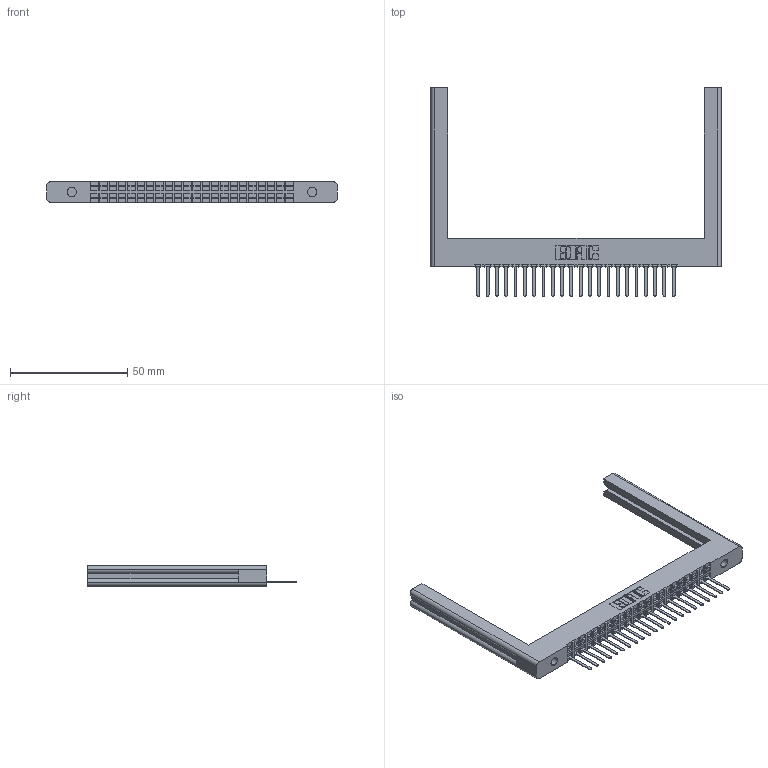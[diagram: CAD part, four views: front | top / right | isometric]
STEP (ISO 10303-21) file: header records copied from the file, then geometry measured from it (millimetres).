
FILE_DESCRIPTION (( 'STEP AP203' ), '1' );
FILE_NAME ('322-022-541-454.STEP', '2018-08-01T11:26:51', ( '' ), ( '' ), 'SwSTEP 2.0', 'SolidWorks 2016', '' );
FILE_SCHEMA (( 'CONFIG_CONTROL_DESIGN' ));
Length unit declared in the file: inch
Products named in the file (3): 322 Part; 307-290-002_541; 322-022-541-454
Assembly tree (23 placements, depth 2):
  322-022-541-454
    322 Part
    307-290-002_541  x22
Bounding box: 123.83 x 88.77 x 8.71 mm (x, y, z)
Volume: 16188.9 mm3; surface area: 19430.2 mm2
Topology: 23 solids, 23 shells, 1773 faces, 5549 edges, 3698 vertices
Faces by surface type: plane 1213, cylinder 560
Entity records: 23288 total; most frequent: ORIENTED_EDGE 4042, CARTESIAN_POINT 4032, DIRECTION 3589, EDGE_CURVE 2021, LINE 1783, VECTOR 1783, VERTEX_POINT 1346, AXIS2_PLACEMENT_3D 903
